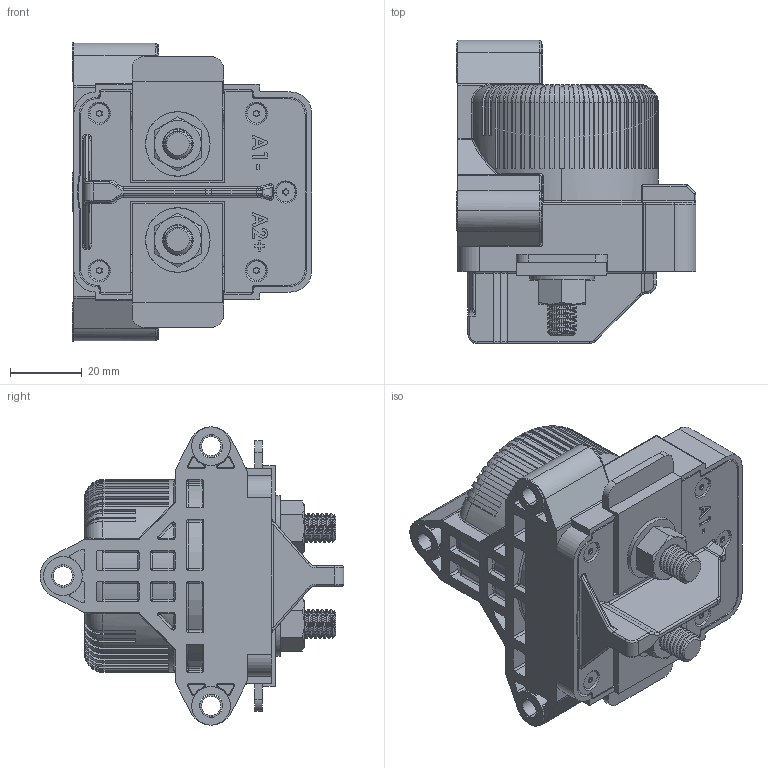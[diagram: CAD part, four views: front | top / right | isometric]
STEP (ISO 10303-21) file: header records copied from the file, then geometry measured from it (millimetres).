
FILE_DESCRIPTION (( 'STEP AP214' ), '1' );
FILE_NAME ('MX32_step_121815.STEP', '2015-12-18T22:27:52', ( 'Temp' ), ( '' ), 'SwSTEP 2.0', 'SolidWorks 2014', '' );
FILE_SCHEMA (( 'AUTOMOTIVE_DESIGN' ));
Length unit declared in the file: inch
Products named in the file (1): MX32_step_121815
Bounding box: 66.67 x 84.38 x 82.88 mm (x, y, z)
Volume: 66363.6 mm3; surface area: 60180.8 mm2
Topology: 22 solids, 23 shells, 5930 faces, 13107 edges, 7209 vertices
Faces by surface type: bspline 3382, cylinder 1175, plane 883, torus 267, cone 151, sphere 72
Entity records: 565927 total; most frequent: CARTESIAN_POINT 392220, ORIENTED_EDGE 26076, EDGE_CURVE 13038, DIRECTION 12997, VERTEX_POINT 7207, EDGE_LOOP 6029, LENGTH_MEASURE_WITH_UNIT 5954, UNCERTAINTY_MEASURE_WITH_UNIT 5954
